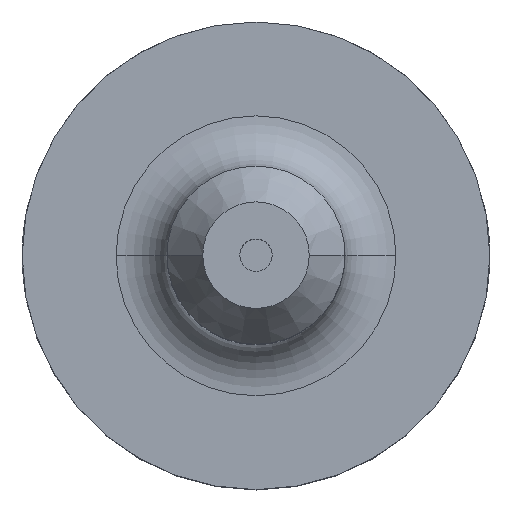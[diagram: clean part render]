
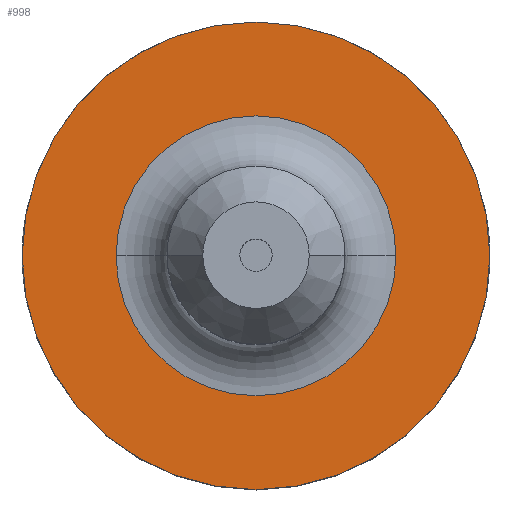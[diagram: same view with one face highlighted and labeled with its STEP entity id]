
A CAD part, top view. The second image highlights one B-rep face of the part: STEP entity #998.
In plain terms, the highlighted planar face has unit normal (0, 0, 1).
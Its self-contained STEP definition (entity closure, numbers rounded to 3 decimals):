
#13 = DIRECTION ( 'NONE',  ( 0., 0., -1. ) ) ;
#17 = ORIENTED_EDGE ( 'NONE', *, *, #519, .T. ) ;
#140 = CARTESIAN_POINT ( 'NONE',  ( 0., 23., 22. ) ) ;
#164 = ORIENTED_EDGE ( 'NONE', *, *, #588, .T. ) ;
#215 = CARTESIAN_POINT ( 'NONE',  ( 13.763, 0., 22. ) ) ;
#219 = CARTESIAN_POINT ( 'NONE',  ( -23., 0., 22. ) ) ;
#271 = DIRECTION ( 'NONE',  ( 0., 0., -1. ) ) ;
#297 = DIRECTION ( 'NONE',  ( -1., 0., 0. ) ) ;
#312 = DIRECTION ( 'NONE',  ( -1., 0., 0. ) ) ;
#332 = CIRCLE ( 'NONE', #532, 13.763 ) ;
#389 = CARTESIAN_POINT ( 'NONE',  ( 0., 0., 22. ) ) ;
#434 = DIRECTION ( 'NONE',  ( 0., 0., -1. ) ) ;
#499 = VERTEX_POINT ( 'NONE', #699 ) ;
#519 = EDGE_CURVE ( 'NONE', #801, #882, #1090, .T. ) ;
#527 = CARTESIAN_POINT ( 'NONE',  ( 0., 0., 22. ) ) ;
#532 = AXIS2_PLACEMENT_3D ( 'NONE', #978, #860, #297 ) ;
#534 = CARTESIAN_POINT ( 'NONE',  ( 0., 0., 22. ) ) ;
#588 = EDGE_CURVE ( 'NONE', #882, #801, #332, .T. ) ;
#609 = ORIENTED_EDGE ( 'NONE', *, *, #1091, .F. ) ;
#651 = DIRECTION ( 'NONE',  ( 0., 0., -1. ) ) ;
#657 = EDGE_CURVE ( 'NONE', #1211, #499, #1540, .T. ) ;
#694 = EDGE_LOOP ( 'NONE', ( #1243, #609 ) ) ;
#699 = CARTESIAN_POINT ( 'NONE',  ( 23., 0., 22. ) ) ;
#765 = DIRECTION ( 'NONE',  ( -1., 0., 0. ) ) ;
#782 = FACE_BOUND ( 'NONE', #1168, .T. ) ;
#801 = VERTEX_POINT ( 'NONE', #901 ) ;
#860 = DIRECTION ( 'NONE',  ( 0., 0., -1. ) ) ;
#882 = VERTEX_POINT ( 'NONE', #215 ) ;
#901 = CARTESIAN_POINT ( 'NONE',  ( -13.763, 0., 22. ) ) ;
#928 = AXIS2_PLACEMENT_3D ( 'NONE', #527, #13, #765 ) ;
#944 = PLANE ( 'NONE',  #991 ) ;
#978 = CARTESIAN_POINT ( 'NONE',  ( 0., 0., 22. ) ) ;
#991 = AXIS2_PLACEMENT_3D ( 'NONE', #140, #271, #1121 ) ;
#998 = ADVANCED_FACE ( 'NONE', ( #782, #1385 ), #944, .F. ) ;
#1090 = CIRCLE ( 'NONE', #1376, 13.763 ) ;
#1091 = EDGE_CURVE ( 'NONE', #499, #1211, #1587, .T. ) ;
#1121 = DIRECTION ( 'NONE',  ( -1., 0., 0. ) ) ;
#1168 = EDGE_LOOP ( 'NONE', ( #17, #164 ) ) ;
#1211 = VERTEX_POINT ( 'NONE', #219 ) ;
#1243 = ORIENTED_EDGE ( 'NONE', *, *, #657, .F. ) ;
#1376 = AXIS2_PLACEMENT_3D ( 'NONE', #389, #434, #312 ) ;
#1385 = FACE_OUTER_BOUND ( 'NONE', #694, .T. ) ;
#1484 = AXIS2_PLACEMENT_3D ( 'NONE', #534, #651, #1503 ) ;
#1503 = DIRECTION ( 'NONE',  ( -1., 0., 0. ) ) ;
#1540 = CIRCLE ( 'NONE', #928, 23. ) ;
#1587 = CIRCLE ( 'NONE', #1484, 23. ) ;
